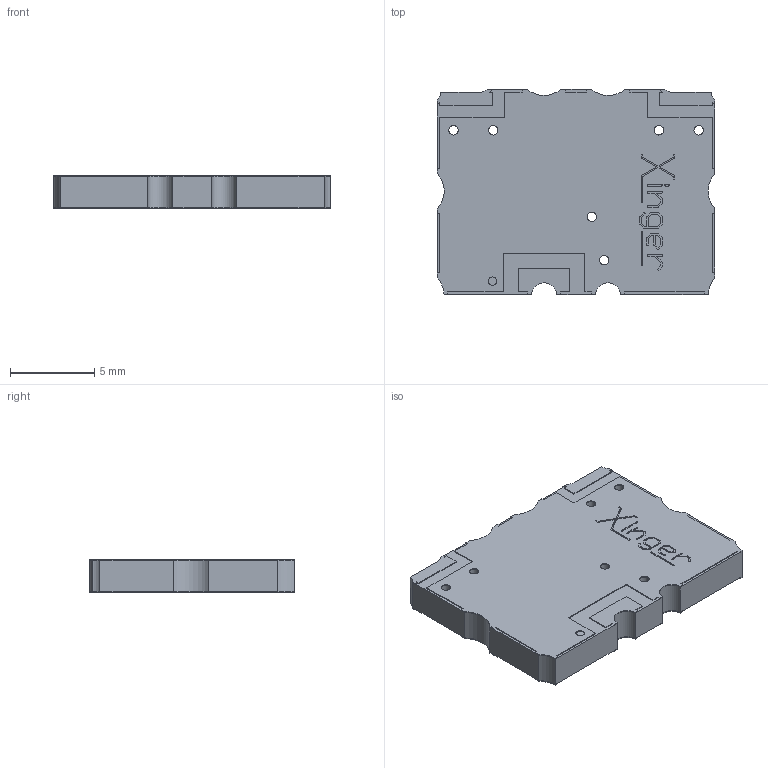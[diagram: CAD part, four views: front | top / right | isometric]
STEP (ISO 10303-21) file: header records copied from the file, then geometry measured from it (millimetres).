
FILE_DESCRIPTION (( 'STEP AP203' ), '1' );
FILE_NAME ('XMB1825G2-5050G.STEP', '2025-12-04T17:05:09', ( '' ), ( '' ), 'SwSTEP 2.0', 'SolidWorks 2023', '' );
FILE_SCHEMA (( 'CONFIG_CONTROL_DESIGN' ));
Length unit declared in the file: inch
Products named in the file (1): XMB1825G2-5050G
Bounding box: 16.51 x 12.19 x 1.96 mm (x, y, z)
Volume: 378.4 mm3; surface area: 1229.6 mm2
Topology: 13 solids, 13 shells, 927 faces, 2703 edges, 1802 vertices
Faces by surface type: plane 722, cylinder 205
Entity records: 30606 total; most frequent: CARTESIAN_POINT 5433, ORIENTED_EDGE 5406, DIRECTION 4969, EDGE_CURVE 2703, VECTOR 2293, LINE 2293, VERTEX_POINT 1802, AXIS2_PLACEMENT_3D 1338
